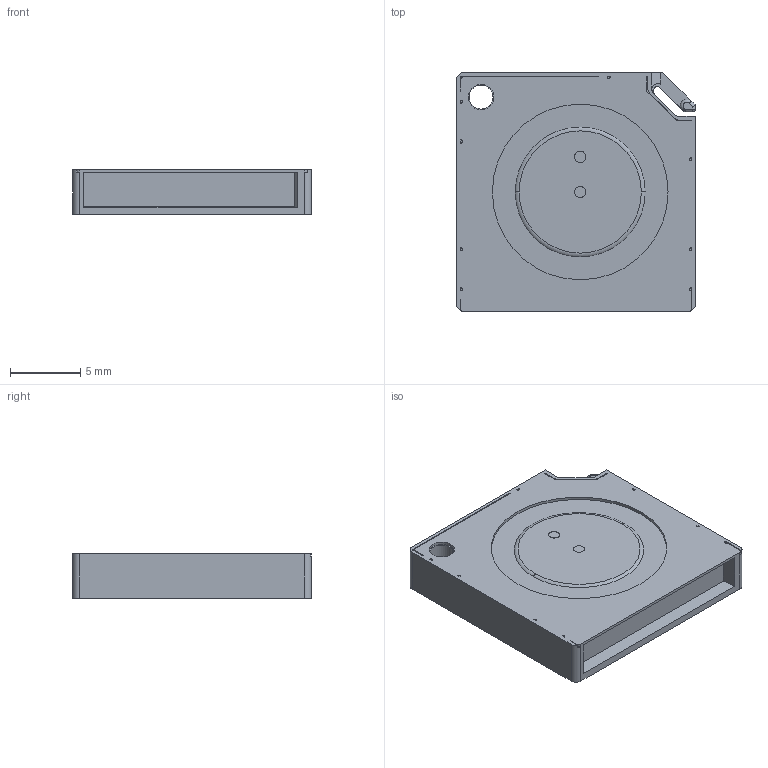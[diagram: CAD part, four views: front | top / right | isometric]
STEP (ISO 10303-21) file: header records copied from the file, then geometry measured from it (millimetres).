
FILE_DESCRIPTION((''),'2;1');
FILE_NAME('B1703_KH_3D_ASM','2020-08-13T19:36:09',('研发部-邢志峰'),(''),'CREO PARAMETRIC BY PTC INC, 2020053','CREO PARAMETRIC BY PTC INC, 2020053','');
FILE_SCHEMA(('CONFIG_CONTROL_DESIGN'));
Length unit declared in the file: millimetre
Products named in the file (1): B1703_KH_3D_ASM
Bounding box: 17 x 17 x 3.2 mm (x, y, z)
Volume: 817.4 mm3; surface area: 896.7 mm2
Topology: 1 solids, 1 shells, 231 faces, 631 edges, 409 vertices
Faces by surface type: plane 102, cylinder 93, torus 23, bspline 11, sphere 2
Entity records: 8087 total; most frequent: CARTESIAN_POINT 2106, DIRECTION 1258, ORIENTED_EDGE 1258, EDGE_CURVE 629, AXIS2_PLACEMENT_3D 462, VERTEX_POINT 409, VECTOR 334, LINE 334
